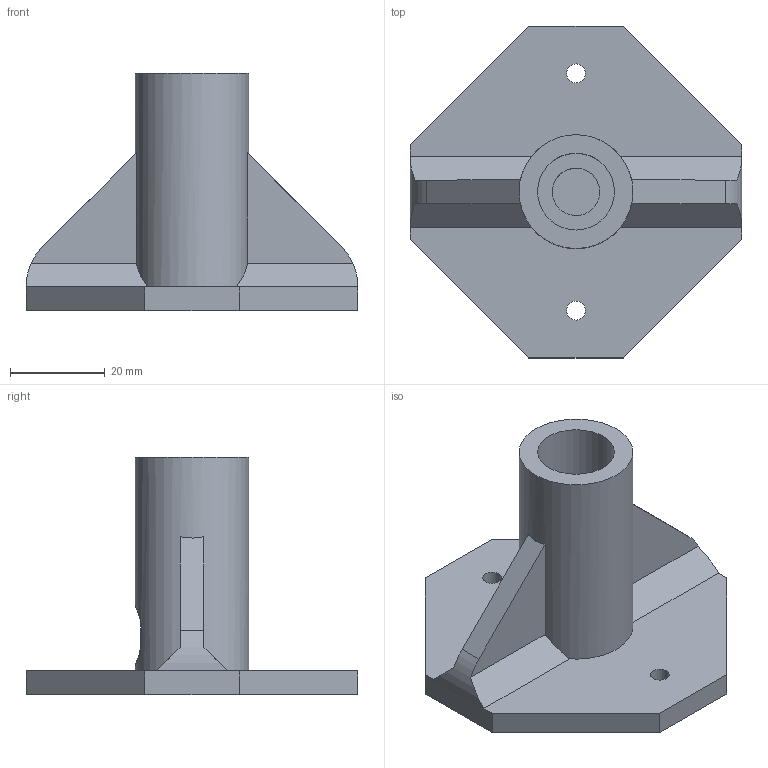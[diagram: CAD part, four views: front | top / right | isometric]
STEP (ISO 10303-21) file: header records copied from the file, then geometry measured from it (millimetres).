
FILE_DESCRIPTION(('FreeCAD Model'),'2;1');
FILE_NAME('AnemometerMountPlate.step','2020-11-18T08:02:16',('Author'),(''), 'Open CASCADE STEP processor 7.3','FreeCAD','Unknown');
FILE_SCHEMA(('AUTOMOTIVE_DESIGN { 1 0 10303 214 1 1 1 1 }'));
Length unit declared in the file: millimetre
Products named in the file (1): AnemometerMountPlate
Bounding box: 70 x 70 x 50 mm (x, y, z)
Volume: 35495.3 mm3; surface area: 15043.9 mm2
Topology: 1 solids, 1 shells, 51 faces, 130 edges, 83 vertices
Faces by surface type: plane 29, bspline 12, cylinder 10
Full cylindrical faces by diameter (mm): 4 x2, 16.2 x1, 24 x1
Entity records: 7378 total; most frequent: CARTESIAN_POINT 4944, DIRECTION 405, ORIENTED_EDGE 260, PCURVE 260, DEFINITIONAL_REPRESENTATION 260, LINE 248, VECTOR 248, EDGE_CURVE 130
